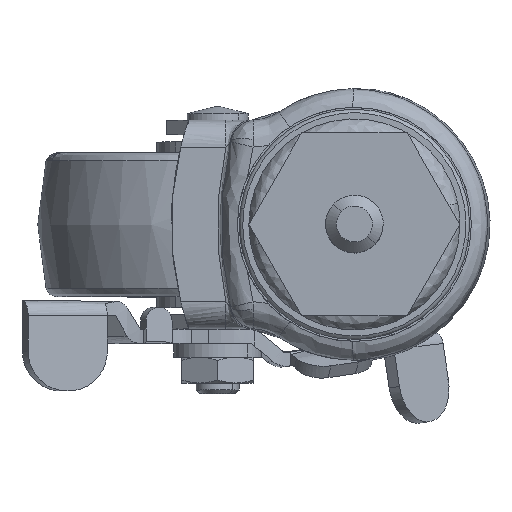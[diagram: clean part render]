
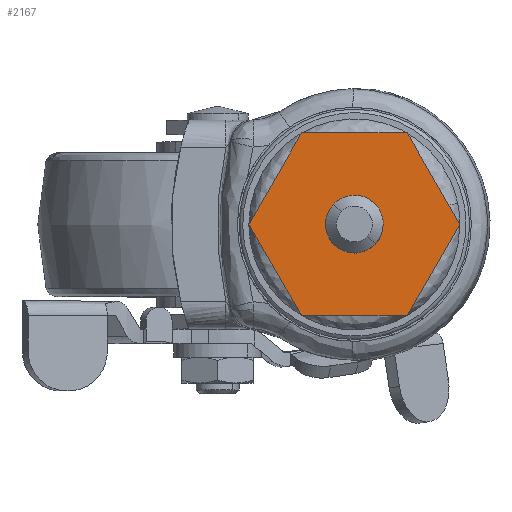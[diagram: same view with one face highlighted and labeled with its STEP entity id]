
A CAD part, top view. The second image highlights one B-rep face of the part: STEP entity #2167.
In plain terms, the highlighted free-form (B-spline) face has degree [1, 1] with [2, 2] control points.
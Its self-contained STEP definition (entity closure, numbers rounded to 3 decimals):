
#1993=CARTESIAN_POINT('',(2.901,-2.754,2.902));
#1994=VERTEX_POINT('',#1993);
#2003=CARTESIAN_POINT('',(-2.901,2.753,2.902));
#2004=VERTEX_POINT('',#2003);
#2010=CARTESIAN_POINT('',(-4.,0.,2.902));
#2011=VERTEX_POINT('',#2010);
#2012=CARTESIAN_POINT('',(-4.,0.,2.902));
#2013=CARTESIAN_POINT('',(-4.,0.237,2.902));
#2014=CARTESIAN_POINT('',(-3.952,0.775,2.902));
#2015=CARTESIAN_POINT('',(-3.66,1.751,2.902));
#2016=CARTESIAN_POINT('',(-3.228,2.409,2.902));
#2017=CARTESIAN_POINT('',(-2.901,2.753,2.902));
#2018=B_SPLINE_CURVE_WITH_KNOTS('',3,(#2012,#2013,#2014,#2015,#2016,#2017),.UNSPECIFIED.,.F.,.U.,(4,1,1,4),(0.,0.712,1.613,3.037),.UNSPECIFIED.);
#2019=EDGE_CURVE('',#2011,#2004,#2018,.T.);
#2021=CARTESIAN_POINT('',(0.,-4.,2.902));
#2022=VERTEX_POINT('',#2021);
#2023=CARTESIAN_POINT('',(0.,-4.,2.902));
#2024=CARTESIAN_POINT('',(-0.327,-4.,2.902));
#2025=CARTESIAN_POINT('',(-0.916,-3.927,2.902));
#2026=CARTESIAN_POINT('',(-1.814,-3.606,2.902));
#2027=CARTESIAN_POINT('',(-2.575,-3.111,2.902));
#2028=CARTESIAN_POINT('',(-3.173,-2.476,2.902));
#2029=CARTESIAN_POINT('',(-3.533,-1.907,2.902));
#2030=CARTESIAN_POINT('',(-3.885,-1.113,2.902));
#2031=CARTESIAN_POINT('',(-4.,-0.475,2.902));
#2032=CARTESIAN_POINT('',(-4.,0.,2.902));
#2033=B_SPLINE_CURVE_WITH_KNOTS('',3,(#2023,#2024,#2025,#2026,#2027,#2028,#2029,#2030,#2031,#2032),.UNSPECIFIED.,.F.,.U.,(4,1,1,1,1,1,1,4),(0.,0.982,1.767,2.847,3.682,4.369,4.86,6.283),.UNSPECIFIED.);
#2034=EDGE_CURVE('',#2022,#2011,#2033,.T.);
#2036=CARTESIAN_POINT('',(2.901,-2.754,2.902));
#2037=CARTESIAN_POINT('',(2.587,-3.085,2.902));
#2038=CARTESIAN_POINT('',(1.954,-3.556,2.902));
#2039=CARTESIAN_POINT('',(0.93,-3.928,2.902));
#2040=CARTESIAN_POINT('',(0.304,-4.,2.902));
#2041=CARTESIAN_POINT('',(0.,-4.,2.902));
#2042=B_SPLINE_CURVE_WITH_KNOTS('',3,(#2036,#2037,#2038,#2039,#2040,#2041),.UNSPECIFIED.,.F.,.U.,(4,1,1,4),(0.,1.37,2.333,3.246),.UNSPECIFIED.);
#2043=EDGE_CURVE('',#1994,#2022,#2042,.T.);
#2067=CARTESIAN_POINT('',(4.,0.,2.902));
#2068=VERTEX_POINT('',#2067);
#2069=CARTESIAN_POINT('',(4.,0.,2.902));
#2070=CARTESIAN_POINT('',(4.,-0.411,2.902));
#2071=CARTESIAN_POINT('',(3.897,-1.076,2.902));
#2072=CARTESIAN_POINT('',(3.497,-2.011,2.902));
#2073=CARTESIAN_POINT('',(3.141,-2.501,2.902));
#2074=CARTESIAN_POINT('',(2.901,-2.754,2.902));
#2075=B_SPLINE_CURVE_WITH_KNOTS('',3,(#2069,#2070,#2071,#2072,#2073,#2074),.UNSPECIFIED.,.F.,.U.,(4,1,1,4),(0.,1.234,1.993,3.037),.UNSPECIFIED.);
#2076=EDGE_CURVE('',#2068,#1994,#2075,.T.);
#2078=CARTESIAN_POINT('',(0.,4.,2.902));
#2079=VERTEX_POINT('',#2078);
#2080=CARTESIAN_POINT('',(0.,4.,2.902));
#2081=CARTESIAN_POINT('',(0.442,4.,2.902));
#2082=CARTESIAN_POINT('',(1.162,3.879,2.902));
#2083=CARTESIAN_POINT('',(2.012,3.484,2.902));
#2084=CARTESIAN_POINT('',(2.653,3.026,2.902));
#2085=CARTESIAN_POINT('',(3.221,2.43,2.902));
#2086=CARTESIAN_POINT('',(3.648,1.707,2.902));
#2087=CARTESIAN_POINT('',(3.931,0.883,2.902));
#2088=CARTESIAN_POINT('',(4.,0.327,2.902));
#2089=CARTESIAN_POINT('',(4.,0.,2.902));
#2090=B_SPLINE_CURVE_WITH_KNOTS('',3,(#2080,#2081,#2082,#2083,#2084,#2085,#2086,#2087,#2088,#2089),.UNSPECIFIED.,.F.,.U.,(4,1,1,1,1,1,1,4),(0.,1.325,2.16,2.798,3.682,4.614,5.301,6.283),.UNSPECIFIED.);
#2091=EDGE_CURVE('',#2079,#2068,#2090,.T.);
#2093=CARTESIAN_POINT('',(-2.901,2.753,2.902));
#2094=CARTESIAN_POINT('',(-2.727,2.937,2.902));
#2095=CARTESIAN_POINT('',(-2.33,3.283,2.902));
#2096=CARTESIAN_POINT('',(-1.725,3.629,2.902));
#2097=CARTESIAN_POINT('',(-0.947,3.918,2.902));
#2098=CARTESIAN_POINT('',(-0.389,4.,2.902));
#2099=CARTESIAN_POINT('',(0.,4.,2.902));
#2100=B_SPLINE_CURVE_WITH_KNOTS('',3,(#2093,#2094,#2095,#2096,#2097,#2098,#2099),.UNSPECIFIED.,.F.,.U.,(4,1,1,1,4),(0.,0.761,1.572,2.08,3.246),.UNSPECIFIED.);
#2101=EDGE_CURVE('',#2004,#2079,#2100,.T.);
#2110=CARTESIAN_POINT('',(-16.125,-13.964,2.902));
#2111=CARTESIAN_POINT('',(16.125,-13.964,2.902));
#2112=CARTESIAN_POINT('',(-16.125,13.964,2.902));
#2113=CARTESIAN_POINT('',(16.125,13.964,2.902));
#2114=B_SPLINE_SURFACE_WITH_KNOTS('',1,1,((#2110,#2112),(#2111,#2113)),.UNSPECIFIED.,.F.,.F.,.U.,(2,2),(2,2),(0.0,32.249),(0.0,27.929),.UNSPECIFIED.);
#2115=CARTESIAN_POINT('',(14.66,0.0,2.902));
#2116=VERTEX_POINT('',#2115);
#2117=CARTESIAN_POINT('',(7.33,12.696,2.902));
#2118=VERTEX_POINT('',#2117);
#2119=CARTESIAN_POINT('',(14.66,0.0,2.902));
#2120=CARTESIAN_POINT('',(7.33,12.696,2.902));
#2121=QUASI_UNIFORM_CURVE('',1,(#2119,#2120),.UNSPECIFIED.,.F.,.U.);
#2122=EDGE_CURVE('',#2116,#2118,#2121,.T.);
#2123=ORIENTED_EDGE('',*,*,#2122,.T.);
#2124=CARTESIAN_POINT('',(-7.33,12.696,2.902));
#2125=VERTEX_POINT('',#2124);
#2126=CARTESIAN_POINT('',(7.33,12.696,2.902));
#2127=CARTESIAN_POINT('',(-7.33,12.696,2.902));
#2128=QUASI_UNIFORM_CURVE('',1,(#2126,#2127),.UNSPECIFIED.,.F.,.U.);
#2129=EDGE_CURVE('',#2118,#2125,#2128,.T.);
#2130=ORIENTED_EDGE('',*,*,#2129,.T.);
#2131=CARTESIAN_POINT('',(-14.66,0.0,2.902));
#2132=VERTEX_POINT('',#2131);
#2133=CARTESIAN_POINT('',(-7.33,12.696,2.902));
#2134=CARTESIAN_POINT('',(-14.66,0.0,2.902));
#2135=QUASI_UNIFORM_CURVE('',1,(#2133,#2134),.UNSPECIFIED.,.F.,.U.);
#2136=EDGE_CURVE('',#2125,#2132,#2135,.T.);
#2137=ORIENTED_EDGE('',*,*,#2136,.T.);
#2138=CARTESIAN_POINT('',(-7.33,-12.696,2.902));
#2139=VERTEX_POINT('',#2138);
#2140=CARTESIAN_POINT('',(-14.66,0.0,2.902));
#2141=CARTESIAN_POINT('',(-7.33,-12.696,2.902));
#2142=QUASI_UNIFORM_CURVE('',1,(#2140,#2141),.UNSPECIFIED.,.F.,.U.);
#2143=EDGE_CURVE('',#2132,#2139,#2142,.T.);
#2144=ORIENTED_EDGE('',*,*,#2143,.T.);
#2145=CARTESIAN_POINT('',(7.33,-12.696,2.902));
#2146=VERTEX_POINT('',#2145);
#2147=CARTESIAN_POINT('',(-7.33,-12.696,2.902));
#2148=CARTESIAN_POINT('',(7.33,-12.696,2.902));
#2149=QUASI_UNIFORM_CURVE('',1,(#2147,#2148),.UNSPECIFIED.,.F.,.U.);
#2150=EDGE_CURVE('',#2139,#2146,#2149,.T.);
#2151=ORIENTED_EDGE('',*,*,#2150,.T.);
#2152=CARTESIAN_POINT('',(7.33,-12.696,2.902));
#2153=CARTESIAN_POINT('',(14.66,0.0,2.902));
#2154=QUASI_UNIFORM_CURVE('',1,(#2152,#2153),.UNSPECIFIED.,.F.,.U.);
#2155=EDGE_CURVE('',#2146,#2116,#2154,.T.);
#2156=ORIENTED_EDGE('',*,*,#2155,.T.);
#2157=EDGE_LOOP('',(#2123,#2130,#2137,#2144,#2151,#2156));
#2158=FACE_OUTER_BOUND('',#2157,.T.);
#2159=ORIENTED_EDGE('',*,*,#2034,.T.);
#2160=ORIENTED_EDGE('',*,*,#2019,.T.);
#2161=ORIENTED_EDGE('',*,*,#2101,.T.);
#2162=ORIENTED_EDGE('',*,*,#2091,.T.);
#2163=ORIENTED_EDGE('',*,*,#2076,.T.);
#2164=ORIENTED_EDGE('',*,*,#2043,.T.);
#2165=EDGE_LOOP('',(#2159,#2160,#2161,#2162,#2163,#2164));
#2166=FACE_BOUND('',#2165,.T.);
#2167=ADVANCED_FACE('',(#2158,#2166),#2114,.T.);
